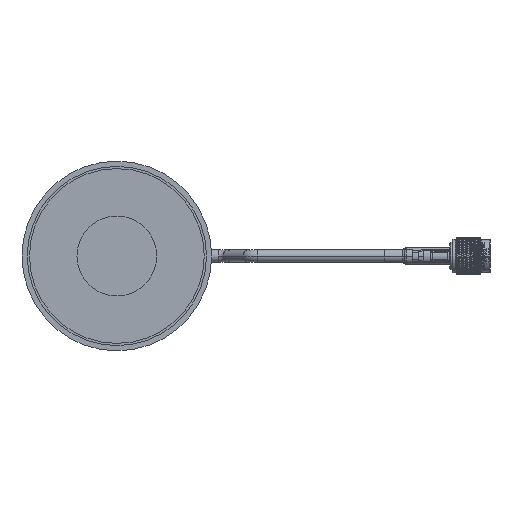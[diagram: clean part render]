
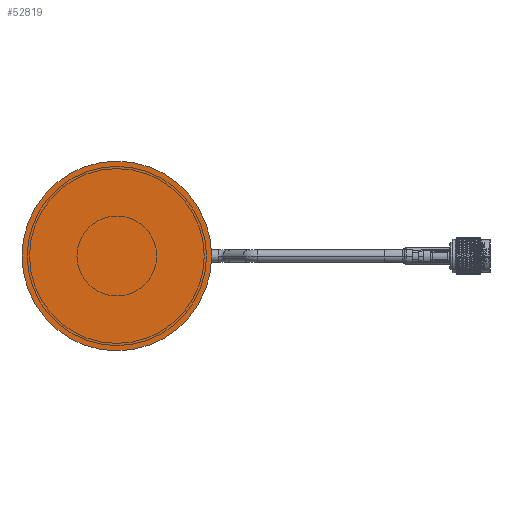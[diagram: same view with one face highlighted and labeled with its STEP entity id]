
A CAD part, front view. The second image highlights one B-rep face of the part: STEP entity #52819.
In plain terms, the highlighted planar face has unit normal (0, -1, 0).
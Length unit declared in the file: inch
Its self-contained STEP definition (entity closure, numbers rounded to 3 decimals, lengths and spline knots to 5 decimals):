
#6411 = CARTESIAN_POINT ( 'NONE',  ( 0., -0.00984, 1.49606 ) ) ;
#8502 = CARTESIAN_POINT ( 'NONE',  ( 0., -0.00984, 0. ) ) ;
#9652 = FACE_OUTER_BOUND ( 'NONE', #85953, .T. ) ;
#10126 = VERTEX_POINT ( 'NONE', #6411 ) ;
#13964 = ORIENTED_EDGE ( 'NONE', *, *, #20275, .F. ) ;
#20275 = EDGE_CURVE ( 'NONE', #10126, #29740, #98886, .T. ) ;
#29668 = DIRECTION ( 'NONE',  ( 0., 1., 0. ) ) ;
#29740 = VERTEX_POINT ( 'NONE', #51506 ) ;
#33483 = DIRECTION ( 'NONE',  ( 0., 0., -1. ) ) ;
#36234 = AXIS2_PLACEMENT_3D ( 'NONE', #8502, #43783, #77170 ) ;
#42727 = DIRECTION ( 'NONE',  ( 0., 1., 0. ) ) ;
#43783 = DIRECTION ( 'NONE',  ( 0., 1., 0. ) ) ;
#45273 = AXIS2_PLACEMENT_3D ( 'NONE', #72509, #29668, #91028 ) ;
#46867 = EDGE_CURVE ( 'NONE', #29740, #10126, #51328, .T. ) ;
#51328 = CIRCLE ( 'NONE', #82802, 1.49606 ) ;
#51506 = CARTESIAN_POINT ( 'NONE',  ( 0., -0.00984, -1.49606 ) ) ;
#52819 = ADVANCED_FACE ( 'NONE', ( #9652 ), #87757, .F. ) ;
#72509 = CARTESIAN_POINT ( 'NONE',  ( 0., -0.00984, 0. ) ) ;
#77170 = DIRECTION ( 'NONE',  ( 0., 0., 1. ) ) ;
#82802 = AXIS2_PLACEMENT_3D ( 'NONE', #113310, #42727, #33483 ) ;
#85953 = EDGE_LOOP ( 'NONE', ( #88203, #13964 ) ) ;
#87757 = PLANE ( 'NONE',  #36234 ) ;
#88203 = ORIENTED_EDGE ( 'NONE', *, *, #46867, .F. ) ;
#91028 = DIRECTION ( 'NONE',  ( 0., 0., -1. ) ) ;
#98886 = CIRCLE ( 'NONE', #45273, 1.49606 ) ;
#113310 = CARTESIAN_POINT ( 'NONE',  ( 0., -0.00984, 0. ) ) ;
